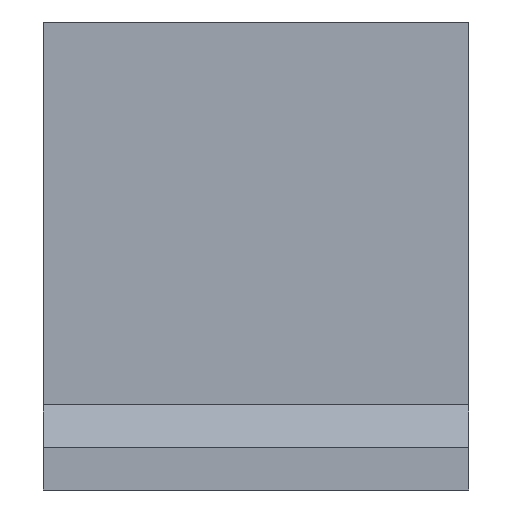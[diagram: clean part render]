
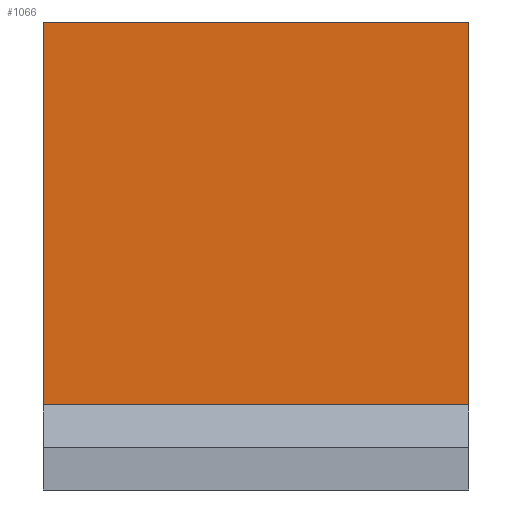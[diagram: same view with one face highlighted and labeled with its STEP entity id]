
A CAD part, left-side view. The second image highlights one B-rep face of the part: STEP entity #1066.
In plain terms, the highlighted planar face has unit normal (-1, 0, 0).
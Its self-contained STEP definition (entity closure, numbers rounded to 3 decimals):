
#254 = PLANE('',#255);
#255 = AXIS2_PLACEMENT_3D('',#256,#257,#258);
#256 = CARTESIAN_POINT('',(0.,5.,5.5));
#257 = DIRECTION('',(0.,-1.,0.));
#258 = DIRECTION('',(-1.,0.,0.));
#457 = PLANE('',#458);
#458 = AXIS2_PLACEMENT_3D('',#459,#460,#461);
#459 = CARTESIAN_POINT('',(0.,-5.,5.5));
#460 = DIRECTION('',(0.,1.,0.));
#461 = DIRECTION('',(1.,0.,0.));
#559 = PLANE('',#560);
#560 = AXIS2_PLACEMENT_3D('',#561,#562,#563);
#561 = CARTESIAN_POINT('',(-1.,-5.,1.));
#562 = DIRECTION('',(0.707,0.,-0.707));
#563 = DIRECTION('',(-0.707,0.,-0.707));
#715 = VERTEX_POINT('',#716);
#716 = CARTESIAN_POINT('',(-0.5,5.,10.5));
#730 = PLANE('',#731);
#731 = AXIS2_PLACEMENT_3D('',#732,#733,#734);
#732 = CARTESIAN_POINT('',(0.,0.,10.5));
#733 = DIRECTION('',(0.,0.,-1.));
#734 = DIRECTION('',(-1.,0.,0.));
#742 = EDGE_CURVE('',#715,#743,#745,.T.);
#743 = VERTEX_POINT('',#744);
#744 = CARTESIAN_POINT('',(-0.5,5.,1.5));
#745 = SURFACE_CURVE('',#746,(#750,#757),.PCURVE_S1.);
#746 = LINE('',#747,#748);
#747 = CARTESIAN_POINT('',(-0.5,5.,5.5));
#748 = VECTOR('',#749,1.);
#749 = DIRECTION('',(0.,0.,-1.));
#750 = PCURVE('',#254,#751);
#751 = DEFINITIONAL_REPRESENTATION('',(#752),#756);
#752 = LINE('',#753,#754);
#753 = CARTESIAN_POINT('',(0.5,0.));
#754 = VECTOR('',#755,1.);
#755 = DIRECTION('',(0.,1.));
#756 = ( GEOMETRIC_REPRESENTATION_CONTEXT(2) 
PARAMETRIC_REPRESENTATION_CONTEXT() REPRESENTATION_CONTEXT('2D SPACE',''
  ) );
#757 = PCURVE('',#758,#763);
#758 = PLANE('',#759);
#759 = AXIS2_PLACEMENT_3D('',#760,#761,#762);
#760 = CARTESIAN_POINT('',(-0.5,0.,5.5));
#761 = DIRECTION('',(1.,0.,0.));
#762 = DIRECTION('',(0.,0.,-1.));
#763 = DEFINITIONAL_REPRESENTATION('',(#764),#768);
#764 = LINE('',#765,#766);
#765 = CARTESIAN_POINT('',(0.,5.));
#766 = VECTOR('',#767,1.);
#767 = DIRECTION('',(1.,0.));
#768 = ( GEOMETRIC_REPRESENTATION_CONTEXT(2) 
PARAMETRIC_REPRESENTATION_CONTEXT() REPRESENTATION_CONTEXT('2D SPACE',''
  ) );
#821 = VERTEX_POINT('',#822);
#822 = CARTESIAN_POINT('',(-0.5,-5.,1.5));
#871 = VERTEX_POINT('',#872);
#872 = CARTESIAN_POINT('',(-0.5,-5.,10.5));
#939 = EDGE_CURVE('',#821,#871,#940,.T.);
#940 = SURFACE_CURVE('',#941,(#945,#952),.PCURVE_S1.);
#941 = LINE('',#942,#943);
#942 = CARTESIAN_POINT('',(-0.5,-5.,5.5));
#943 = VECTOR('',#944,1.);
#944 = DIRECTION('',(0.,0.,1.));
#945 = PCURVE('',#457,#946);
#946 = DEFINITIONAL_REPRESENTATION('',(#947),#951);
#947 = LINE('',#948,#949);
#948 = CARTESIAN_POINT('',(-0.5,0.));
#949 = VECTOR('',#950,1.);
#950 = DIRECTION('',(0.,-1.));
#951 = ( GEOMETRIC_REPRESENTATION_CONTEXT(2) 
PARAMETRIC_REPRESENTATION_CONTEXT() REPRESENTATION_CONTEXT('2D SPACE',''
  ) );
#952 = PCURVE('',#758,#953);
#953 = DEFINITIONAL_REPRESENTATION('',(#954),#958);
#954 = LINE('',#955,#956);
#955 = CARTESIAN_POINT('',(0.,-5.));
#956 = VECTOR('',#957,1.);
#957 = DIRECTION('',(-1.,0.));
#958 = ( GEOMETRIC_REPRESENTATION_CONTEXT(2) 
PARAMETRIC_REPRESENTATION_CONTEXT() REPRESENTATION_CONTEXT('2D SPACE',''
  ) );
#991 = EDGE_CURVE('',#821,#743,#992,.T.);
#992 = SURFACE_CURVE('',#993,(#997,#1004),.PCURVE_S1.);
#993 = LINE('',#994,#995);
#994 = CARTESIAN_POINT('',(-0.5,-2.5,1.5));
#995 = VECTOR('',#996,1.);
#996 = DIRECTION('',(0.,1.,0.));
#997 = PCURVE('',#559,#998);
#998 = DEFINITIONAL_REPRESENTATION('',(#999),#1003);
#999 = LINE('',#1000,#1001);
#1000 = CARTESIAN_POINT('',(-0.707,2.5));
#1001 = VECTOR('',#1002,1.);
#1002 = DIRECTION('',(0.,1.));
#1003 = ( GEOMETRIC_REPRESENTATION_CONTEXT(2) 
PARAMETRIC_REPRESENTATION_CONTEXT() REPRESENTATION_CONTEXT('2D SPACE',''
  ) );
#1004 = PCURVE('',#758,#1005);
#1005 = DEFINITIONAL_REPRESENTATION('',(#1006),#1010);
#1006 = LINE('',#1007,#1008);
#1007 = CARTESIAN_POINT('',(4.,-2.5));
#1008 = VECTOR('',#1009,1.);
#1009 = DIRECTION('',(0.,1.));
#1010 = ( GEOMETRIC_REPRESENTATION_CONTEXT(2) 
PARAMETRIC_REPRESENTATION_CONTEXT() REPRESENTATION_CONTEXT('2D SPACE',''
  ) );
#1066 = ADVANCED_FACE('',(#1067),#758,.F.);
#1067 = FACE_BOUND('',#1068,.F.);
#1068 = EDGE_LOOP('',(#1069,#1070,#1071,#1092));
#1069 = ORIENTED_EDGE('',*,*,#991,.T.);
#1070 = ORIENTED_EDGE('',*,*,#742,.F.);
#1071 = ORIENTED_EDGE('',*,*,#1072,.F.);
#1072 = EDGE_CURVE('',#871,#715,#1073,.T.);
#1073 = SURFACE_CURVE('',#1074,(#1078,#1085),.PCURVE_S1.);
#1074 = LINE('',#1075,#1076);
#1075 = CARTESIAN_POINT('',(-0.5,0.,10.5));
#1076 = VECTOR('',#1077,1.);
#1077 = DIRECTION('',(0.,1.,0.));
#1078 = PCURVE('',#758,#1079);
#1079 = DEFINITIONAL_REPRESENTATION('',(#1080),#1084);
#1080 = LINE('',#1081,#1082);
#1081 = CARTESIAN_POINT('',(-5.,0.));
#1082 = VECTOR('',#1083,1.);
#1083 = DIRECTION('',(0.,1.));
#1084 = ( GEOMETRIC_REPRESENTATION_CONTEXT(2) 
PARAMETRIC_REPRESENTATION_CONTEXT() REPRESENTATION_CONTEXT('2D SPACE',''
  ) );
#1085 = PCURVE('',#730,#1086);
#1086 = DEFINITIONAL_REPRESENTATION('',(#1087),#1091);
#1087 = LINE('',#1088,#1089);
#1088 = CARTESIAN_POINT('',(0.5,0.));
#1089 = VECTOR('',#1090,1.);
#1090 = DIRECTION('',(0.,1.));
#1091 = ( GEOMETRIC_REPRESENTATION_CONTEXT(2) 
PARAMETRIC_REPRESENTATION_CONTEXT() REPRESENTATION_CONTEXT('2D SPACE',''
  ) );
#1092 = ORIENTED_EDGE('',*,*,#939,.F.);
